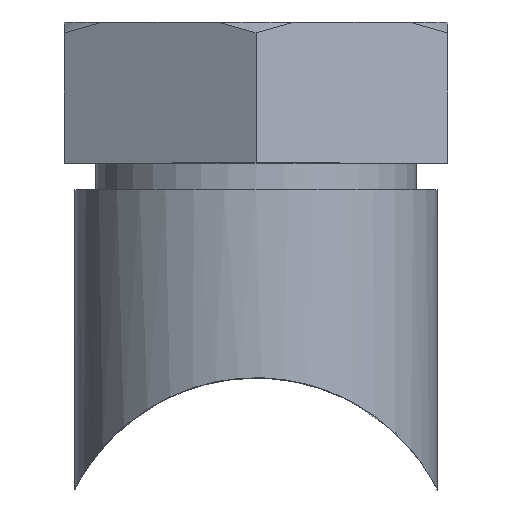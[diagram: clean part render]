
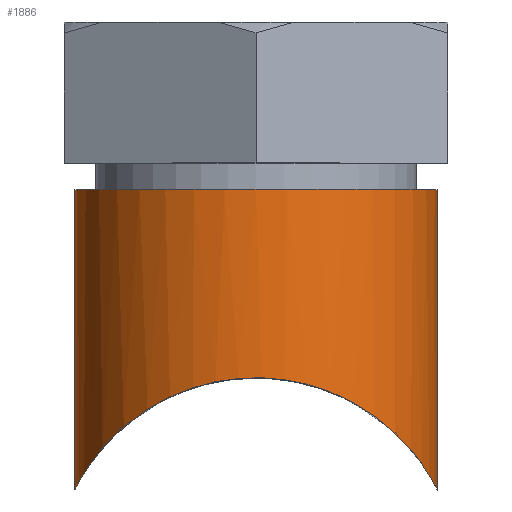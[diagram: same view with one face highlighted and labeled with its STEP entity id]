
A CAD part, top view. The second image highlights one B-rep face of the part: STEP entity #1886.
In plain terms, the highlighted cylindrical face has radius 26.988 mm (diameter 53.975 mm), a partial arc.
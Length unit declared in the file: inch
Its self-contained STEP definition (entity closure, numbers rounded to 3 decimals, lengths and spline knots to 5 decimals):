
#25=CARTESIAN_POINT('',(-1.0625,0.05245,0.));
#26=CARTESIAN_POINT('',(-1.0625,0.05245,0.02748));
#27=CARTESIAN_POINT('',(-1.06034,0.05679,0.08438));
#28=CARTESIAN_POINT('',(-1.04956,0.07789,0.17422));
#29=CARTESIAN_POINT('',(-1.02874,0.11593,0.27243));
#30=CARTESIAN_POINT('',(-0.9959,0.17012,
0.3761));
#31=CARTESIAN_POINT('',(-0.94769,0.23937,
0.48563));
#32=CARTESIAN_POINT('',(-0.88133,0.3207,
0.59932));
#33=CARTESIAN_POINT('',(-0.78436,0.41718,
0.72273));
#34=CARTESIAN_POINT('',(-0.66918,0.50605,
0.82989));
#35=CARTESIAN_POINT('',(-0.55015,0.57685,
0.91258));
#36=CARTESIAN_POINT('',(-0.42811,0.63177,
0.97549));
#37=CARTESIAN_POINT('',(-0.30554,0.67136,1.02028));
#38=CARTESIAN_POINT('',(-0.1831,0.69697,1.04905));
#39=CARTESIAN_POINT('',(-0.06099,0.70952,1.06309));
#40=CARTESIAN_POINT('',(0.06099,0.70952,1.06309));
#41=CARTESIAN_POINT('',(0.18309,0.69697,1.04905));
#42=CARTESIAN_POINT('',(0.30554,0.67136,1.02029));
#43=CARTESIAN_POINT('',(0.42811,0.63177,0.9755));
#44=CARTESIAN_POINT('',(0.55015,0.57685,0.91258));
#45=CARTESIAN_POINT('',(0.66917,0.50606,0.8299));
#46=CARTESIAN_POINT('',(0.78439,0.41716,0.72271));
#47=CARTESIAN_POINT('',(0.88128,0.32075,0.59938));
#48=CARTESIAN_POINT('',(0.94768,0.23938,0.48566));
#49=CARTESIAN_POINT('',(0.99589,0.17014,0.37613));
#50=CARTESIAN_POINT('',(1.02874,0.11594,0.27244));
#51=CARTESIAN_POINT('',(1.04956,0.07789,0.17422));
#52=CARTESIAN_POINT('',(1.06034,0.05679,0.08437));
#53=CARTESIAN_POINT('',(1.0625,0.05245,0.02748));
#54=CARTESIAN_POINT('',(1.0625,0.05245,0.));
#133=CARTESIAN_POINT('',(0.,1.812,0.));
#134=DIRECTION('',(0.,1.,0.));
#135=DIRECTION('',(-1.,0.,0.));
#136=AXIS2_PLACEMENT_3D('',#133,#134,#135);
#138=DIRECTION('',(0.,1.,0.));
#139=VECTOR('',#138,1.75955);
#140=CARTESIAN_POINT('',(-1.0625,0.05245,0.));
#141=LINE('',#140,#139);
#1712=DIRECTION('',(0.,1.,0.));
#1713=VECTOR('',#1712,1.75955);
#1714=CARTESIAN_POINT('',(1.0625,0.05245,0.));
#1715=LINE('',#1714,#1713);
#1746=VERTEX_POINT('',#25);
#1747=VERTEX_POINT('',#54);
#1756=CARTESIAN_POINT('',(1.0625,1.812,0.));
#1757=CARTESIAN_POINT('',(-1.0625,1.812,0.));
#1758=VERTEX_POINT('',#1756);
#1759=VERTEX_POINT('',#1757);
#1872=CARTESIAN_POINT('',(0.,0.,0.));
#1873=DIRECTION('',(0.,1.,0.));
#1874=DIRECTION('',(1.,0.,0.));
#1875=AXIS2_PLACEMENT_3D('',#1872,#1873,#1874);
#1876=CYLINDRICAL_SURFACE('',#1875,1.0625);
#1878=ORIENTED_EDGE('',*,*,#1877,.T.);
#1880=ORIENTED_EDGE('',*,*,#1879,.F.);
#1881=ORIENTED_EDGE('',*,*,#1860,.F.);
#1883=ORIENTED_EDGE('',*,*,#1882,.T.);
#1884=EDGE_LOOP('',(#1878,#1880,#1881,#1883));
#1885=FACE_OUTER_BOUND('',#1884,.F.);
#55=B_SPLINE_CURVE_WITH_KNOTS('',3,(#25,#26,#27,#28,#29,#30,#31,#32,#33,#34,#35,
#36,#37,#38,#39,#40,#41,#42,#43,#44,#45,#46,#47,#48,#49,#50,#51,#52,#53,#54),
.UNSPECIFIED.,.F.,.F.,(4,1,1,1,1,1,1,1,1,1,1,1,1,1,1,1,1,1,1,1,1,1,1,1,1,1,1,4),
(0.,0.03704,0.07407,0.11111,0.14815,
0.18519,0.22222,0.25926,0.2963,
0.33333,0.37037,0.40741,0.44444,
0.48148,0.51852,0.55556,0.59259,
0.62963,0.66667,0.7037,0.74074,
0.77778,0.81481,0.85185,0.88889,
0.92593,0.96296,1.),.UNSPECIFIED.);
#137=CIRCLE('',#136,1.0625);
#1860=EDGE_CURVE('',#1746,#1747,#55,.T.);
#1877=EDGE_CURVE('',#1759,#1758,#137,.T.);
#1879=EDGE_CURVE('',#1747,#1758,#1715,.T.);
#1882=EDGE_CURVE('',#1746,#1759,#141,.T.);
#1886=ADVANCED_FACE('',(#1885),#1876,.T.);
